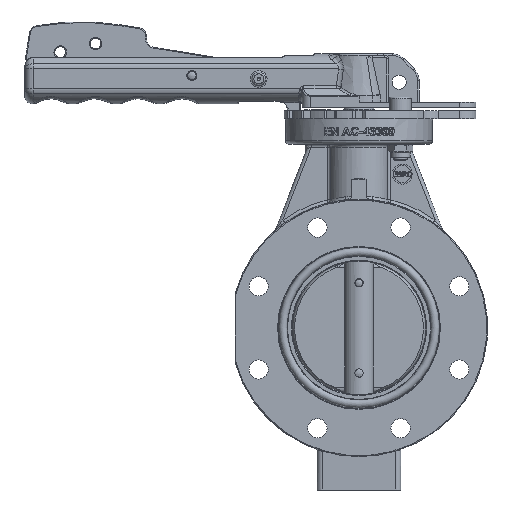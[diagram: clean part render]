
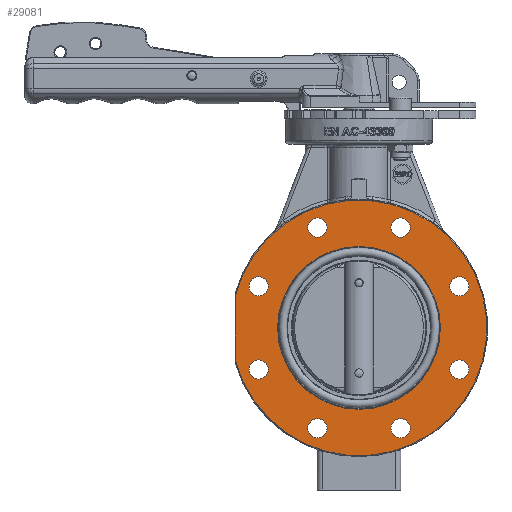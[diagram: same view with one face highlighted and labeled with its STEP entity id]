
A CAD part, front view. The second image highlights one B-rep face of the part: STEP entity #29081.
In plain terms, the highlighted planar face has unit normal (0, -1, 0).
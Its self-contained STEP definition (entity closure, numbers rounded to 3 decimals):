
#2027=LINE('',#45454,#3853);
#3853=VECTOR('',#35635,10.);
#5289=PLANE('',#31202);
#5813=FACE_BOUND('',#8990,.T.);
#5814=FACE_BOUND('',#8991,.T.);
#5815=FACE_BOUND('',#8992,.T.);
#5816=FACE_BOUND('',#8993,.T.);
#5817=FACE_BOUND('',#8994,.T.);
#5818=FACE_BOUND('',#8995,.T.);
#5819=FACE_BOUND('',#8996,.T.);
#5820=FACE_BOUND('',#8997,.T.);
#5821=FACE_BOUND('',#8998,.T.);
#7053=FACE_OUTER_BOUND('',#8989,.T.);
#8989=EDGE_LOOP('',(#21191,#21192));
#8990=EDGE_LOOP('',(#21193));
#8991=EDGE_LOOP('',(#21194));
#8992=EDGE_LOOP('',(#21195));
#8993=EDGE_LOOP('',(#21196));
#8994=EDGE_LOOP('',(#21197));
#8995=EDGE_LOOP('',(#21198));
#8996=EDGE_LOOP('',(#21199));
#8997=EDGE_LOOP('',(#21200));
#8998=EDGE_LOOP('',(#21201));
#10999=CIRCLE('',#31203,76.5);
#11000=CIRCLE('',#31204,5.75);
#11001=CIRCLE('',#31205,5.75);
#11002=CIRCLE('',#31206,5.75);
#11003=CIRCLE('',#31207,5.75);
#11004=CIRCLE('',#31208,5.75);
#11005=CIRCLE('',#31209,5.75);
#11006=CIRCLE('',#31210,5.75);
#11007=CIRCLE('',#31211,5.75);
#11008=CIRCLE('',#31212,48.7);
#12791=VERTEX_POINT('',#45452);
#12792=VERTEX_POINT('',#45453);
#12793=VERTEX_POINT('',#45456);
#12794=VERTEX_POINT('',#45458);
#12795=VERTEX_POINT('',#45460);
#12796=VERTEX_POINT('',#45462);
#12797=VERTEX_POINT('',#45464);
#12798=VERTEX_POINT('',#45466);
#12799=VERTEX_POINT('',#45468);
#12800=VERTEX_POINT('',#45470);
#12801=VERTEX_POINT('',#45472);
#15840=EDGE_CURVE('',#12791,#12792,#2027,.T.);
#15841=EDGE_CURVE('',#12792,#12791,#10999,.T.);
#15842=EDGE_CURVE('',#12793,#12793,#11000,.T.);
#15843=EDGE_CURVE('',#12794,#12794,#11001,.T.);
#15844=EDGE_CURVE('',#12795,#12795,#11002,.T.);
#15845=EDGE_CURVE('',#12796,#12796,#11003,.T.);
#15846=EDGE_CURVE('',#12797,#12797,#11004,.T.);
#15847=EDGE_CURVE('',#12798,#12798,#11005,.T.);
#15848=EDGE_CURVE('',#12799,#12799,#11006,.T.);
#15849=EDGE_CURVE('',#12800,#12800,#11007,.T.);
#15850=EDGE_CURVE('',#12801,#12801,#11008,.T.);
#21191=ORIENTED_EDGE('',*,*,#15840,.T.);
#21192=ORIENTED_EDGE('',*,*,#15841,.T.);
#21193=ORIENTED_EDGE('',*,*,#15842,.T.);
#21194=ORIENTED_EDGE('',*,*,#15843,.T.);
#21195=ORIENTED_EDGE('',*,*,#15844,.T.);
#21196=ORIENTED_EDGE('',*,*,#15845,.T.);
#21197=ORIENTED_EDGE('',*,*,#15846,.T.);
#21198=ORIENTED_EDGE('',*,*,#15847,.T.);
#21199=ORIENTED_EDGE('',*,*,#15848,.T.);
#21200=ORIENTED_EDGE('',*,*,#15849,.T.);
#21201=ORIENTED_EDGE('',*,*,#15850,.F.);
#29081=ADVANCED_FACE('',(#7053,#5813,#5814,#5815,#5816,#5817,#5818,#5819,
#5820,#5821),#5289,.F.);
#31202=AXIS2_PLACEMENT_3D('',#45451,#35633,#35634);
#31203=AXIS2_PLACEMENT_3D('',#45455,#35636,#35637);
#31204=AXIS2_PLACEMENT_3D('',#45457,#35638,#35639);
#31205=AXIS2_PLACEMENT_3D('',#45459,#35640,#35641);
#31206=AXIS2_PLACEMENT_3D('',#45461,#35642,#35643);
#31207=AXIS2_PLACEMENT_3D('',#45463,#35644,#35645);
#31208=AXIS2_PLACEMENT_3D('',#45465,#35646,#35647);
#31209=AXIS2_PLACEMENT_3D('',#45467,#35648,#35649);
#31210=AXIS2_PLACEMENT_3D('',#45469,#35650,#35651);
#31211=AXIS2_PLACEMENT_3D('',#45471,#35652,#35653);
#31212=AXIS2_PLACEMENT_3D('',#45473,#35654,#35655);
#35633=DIRECTION('center_axis',(0.,1.,0.));
#35634=DIRECTION('ref_axis',(0.,0.,1.));
#35635=DIRECTION('',(0.,0.,-1.));
#35636=DIRECTION('center_axis',(0.,-1.,0.));
#35637=DIRECTION('ref_axis',(0.,0.,1.));
#35638=DIRECTION('center_axis',(0.,1.,0.));
#35639=DIRECTION('ref_axis',(1.,0.,0.));
#35640=DIRECTION('center_axis',(0.,1.,0.));
#35641=DIRECTION('ref_axis',(1.,0.,0.));
#35642=DIRECTION('center_axis',(0.,1.,0.));
#35643=DIRECTION('ref_axis',(1.,0.,0.));
#35644=DIRECTION('center_axis',(0.,1.,0.));
#35645=DIRECTION('ref_axis',(1.,0.,0.));
#35646=DIRECTION('center_axis',(0.,1.,0.));
#35647=DIRECTION('ref_axis',(1.,0.,0.));
#35648=DIRECTION('center_axis',(0.,1.,0.));
#35649=DIRECTION('ref_axis',(1.,0.,0.));
#35650=DIRECTION('center_axis',(0.,1.,0.));
#35651=DIRECTION('ref_axis',(1.,0.,0.));
#35652=DIRECTION('center_axis',(0.,1.,0.));
#35653=DIRECTION('ref_axis',(1.,0.,0.));
#35654=DIRECTION('center_axis',(0.,-1.,0.));
#35655=DIRECTION('ref_axis',(0.,0.,
-1.));
#45451=CARTESIAN_POINT('Origin',(0.,-18.,58.25));
#45452=CARTESIAN_POINT('',(-74.,-18.,19.397));
#45453=CARTESIAN_POINT('',(-74.,-18.,-19.397));
#45454=CARTESIAN_POINT('',(-74.,-18.,14.125));
#45455=CARTESIAN_POINT('Origin',(0.,-18.,0.));
#45456=CARTESIAN_POINT('',(65.802,-18.,24.874));
#45457=CARTESIAN_POINT('Origin',(60.052,-18.,24.874));
#45458=CARTESIAN_POINT('',(30.624,-18.,60.052));
#45459=CARTESIAN_POINT('Origin',(24.874,-18.,60.052));
#45460=CARTESIAN_POINT('',(-19.124,-18.,60.052));
#45461=CARTESIAN_POINT('Origin',(-24.874,-18.,60.052));
#45462=CARTESIAN_POINT('',(-54.302,-18.,24.874));
#45463=CARTESIAN_POINT('Origin',(-60.052,-18.,24.874));
#45464=CARTESIAN_POINT('',(-54.302,-18.,-24.874));
#45465=CARTESIAN_POINT('Origin',(-60.052,-18.,-24.874));
#45466=CARTESIAN_POINT('',(-19.124,-18.,-60.052));
#45467=CARTESIAN_POINT('Origin',(-24.874,-18.,-60.052));
#45468=CARTESIAN_POINT('',(30.624,-18.,-60.052));
#45469=CARTESIAN_POINT('Origin',(24.874,-18.,-60.052));
#45470=CARTESIAN_POINT('',(65.802,-18.,-24.874));
#45471=CARTESIAN_POINT('Origin',(60.052,-18.,-24.874));
#45472=CARTESIAN_POINT('',(0.,-18.,48.7));
#45473=CARTESIAN_POINT('Origin',(0.,-18.,0.));
